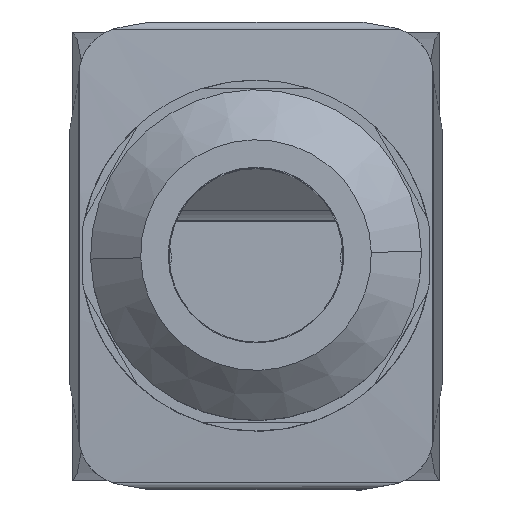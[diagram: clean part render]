
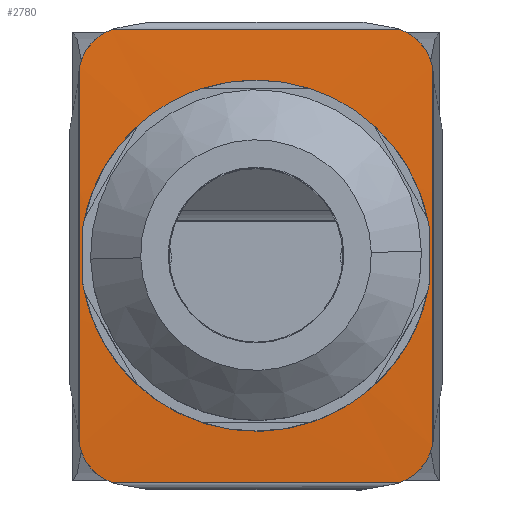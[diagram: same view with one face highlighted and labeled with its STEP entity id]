
A CAD part, top view. The second image highlights one B-rep face of the part: STEP entity #2780.
In plain terms, the highlighted cylindrical face has radius 200 mm (diameter 400 mm), a partial arc.
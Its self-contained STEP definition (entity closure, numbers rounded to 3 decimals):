
#713=AXIS2_PLACEMENT_3D('Circle Axis2P3D',#711,#712,$) ;
#2703=AXIS2_PLACEMENT_3D('Cylinder Axis2P3D',#2700,#2701,#2702) ;
#2716=AXIS2_PLACEMENT_3D('Circle Axis2P3D',#2714,#2715,$) ;
#706=CARTESIAN_POINT('Vertex',(21.7,25.363,55.743)) ;
#711=CARTESIAN_POINT('Axis2P3D Location',(21.7,14.,-143.934)) ;
#715=CARTESIAN_POINT('Vertex',(21.7,2.637,55.743)) ;
#1092=CARTESIAN_POINT('Control Point',(19.81,0.466,55.608)) ;
#1093=CARTESIAN_POINT('Control Point',(20.515,0.727,55.626)) ;
#1094=CARTESIAN_POINT('Control Point',(21.133,1.224,55.659)) ;
#1095=CARTESIAN_POINT('Control Point',(21.539,1.904,55.702)) ;
#1096=CARTESIAN_POINT('Control Point',(21.7,2.637,55.743)) ;
#1097=CARTESIAN_POINT('Vertex',(19.81,0.466,55.608)) ;
#1266=CARTESIAN_POINT('Vertex',(2.49,27.534,55.608)) ;
#1269=CARTESIAN_POINT('Line Origine',(16.725,27.534,55.608)) ;
#1273=CARTESIAN_POINT('Vertex',(19.81,27.534,55.608)) ;
#1415=CARTESIAN_POINT('Control Point',(19.81,27.534,55.608)) ;
#1416=CARTESIAN_POINT('Control Point',(20.515,27.273,55.626)) ;
#1417=CARTESIAN_POINT('Control Point',(21.133,26.776,55.659)) ;
#1418=CARTESIAN_POINT('Control Point',(21.539,26.096,55.702)) ;
#1419=CARTESIAN_POINT('Control Point',(21.7,25.363,55.743)) ;
#2653=CARTESIAN_POINT('Line Origine',(16.725,0.466,55.608)) ;
#2657=CARTESIAN_POINT('Vertex',(2.49,0.466,55.608)) ;
#2700=CARTESIAN_POINT('Axis2P3D Location',(16.725,14.,-143.934)) ;
#2706=CARTESIAN_POINT('Control Point',(2.49,27.534,55.608)) ;
#2707=CARTESIAN_POINT('Control Point',(1.785,27.273,55.626)) ;
#2708=CARTESIAN_POINT('Control Point',(1.167,26.776,55.659)) ;
#2709=CARTESIAN_POINT('Control Point',(0.761,26.096,55.702)) ;
#2710=CARTESIAN_POINT('Control Point',(0.6,25.363,55.743)) ;
#2711=CARTESIAN_POINT('Vertex',(0.6,25.363,55.743)) ;
#2714=CARTESIAN_POINT('Axis2P3D Location',(0.6,14.,-143.934)) ;
#2718=CARTESIAN_POINT('Vertex',(0.6,2.637,55.743)) ;
#2722=CARTESIAN_POINT('Control Point',(2.49,0.466,55.608)) ;
#2723=CARTESIAN_POINT('Control Point',(1.785,0.727,55.626)) ;
#2724=CARTESIAN_POINT('Control Point',(1.167,1.224,55.659)) ;
#2725=CARTESIAN_POINT('Control Point',(0.761,1.904,55.702)) ;
#2726=CARTESIAN_POINT('Control Point',(0.6,2.637,55.743)) ;
#2739=CARTESIAN_POINT('Control Point',(11.15,5.05,55.866)) ;
#2740=CARTESIAN_POINT('Control Point',(9.391,5.05,55.866)) ;
#2741=CARTESIAN_POINT('Control Point',(7.632,5.482,55.885)) ;
#2742=CARTESIAN_POINT('Control Point',(6.015,6.348,55.925)) ;
#2743=CARTESIAN_POINT('Control Point',(3.936,8.252,55.993)) ;
#2744=CARTESIAN_POINT('Control Point',(2.728,10.739,56.043)) ;
#2745=CARTESIAN_POINT('Control Point',(2.421,11.682,56.057)) ;
#2746=CARTESIAN_POINT('Control Point',(1.918,14.498,56.079)) ;
#2747=CARTESIAN_POINT('Control Point',(2.536,17.359,56.051)) ;
#2748=CARTESIAN_POINT('Control Point',(3.427,19.083,56.01)) ;
#2749=CARTESIAN_POINT('Control Point',(5.439,21.281,55.938)) ;
#2750=CARTESIAN_POINT('Control Point',(8.084,22.504,55.886)) ;
#2751=CARTESIAN_POINT('Control Point',(9.087,22.801,55.873)) ;
#2752=CARTESIAN_POINT('Control Point',(10.118,22.95,55.866)) ;
#2753=CARTESIAN_POINT('Control Point',(11.15,22.95,55.866)) ;
#2754=CARTESIAN_POINT('Vertex',(11.15,5.05,55.866)) ;
#2756=CARTESIAN_POINT('Vertex',(11.15,22.95,55.866)) ;
#2760=CARTESIAN_POINT('Control Point',(11.15,22.95,55.866)) ;
#2761=CARTESIAN_POINT('Control Point',(12.909,22.95,55.866)) ;
#2762=CARTESIAN_POINT('Control Point',(14.668,22.518,55.885)) ;
#2763=CARTESIAN_POINT('Control Point',(16.285,21.652,55.925)) ;
#2764=CARTESIAN_POINT('Control Point',(18.364,19.748,55.993)) ;
#2765=CARTESIAN_POINT('Control Point',(19.572,17.261,56.043)) ;
#2766=CARTESIAN_POINT('Control Point',(19.879,16.318,56.057)) ;
#2767=CARTESIAN_POINT('Control Point',(20.382,13.502,56.079)) ;
#2768=CARTESIAN_POINT('Control Point',(19.764,10.641,56.051)) ;
#2769=CARTESIAN_POINT('Control Point',(18.873,8.917,56.01)) ;
#2770=CARTESIAN_POINT('Control Point',(16.861,6.719,55.938)) ;
#2771=CARTESIAN_POINT('Control Point',(14.216,5.496,55.886)) ;
#2772=CARTESIAN_POINT('Control Point',(13.213,5.199,55.873)) ;
#2773=CARTESIAN_POINT('Control Point',(12.182,5.05,55.866)) ;
#2774=CARTESIAN_POINT('Control Point',(11.15,5.05,55.866)) ;
#712=DIRECTION('Axis2P3D Direction',(-1.,0.,0.)) ;
#1270=DIRECTION('Vector Direction',(1.,0.,0.)) ;
#2654=DIRECTION('Vector Direction',(1.,0.,0.)) ;
#2701=DIRECTION('Axis2P3D Direction',(1.,0.,0.)) ;
#2702=DIRECTION('Axis2P3D XDirection',(0.,0.068,0.998)) ;
#2715=DIRECTION('Axis2P3D Direction',(1.,0.,0.)) ;
#1271=VECTOR('Line Direction',#1270,1.) ;
#2655=VECTOR('Line Direction',#2654,1.) ;
#2729=ORIENTED_EDGE('',*,*,#717,.T.) ;
#2730=ORIENTED_EDGE('',*,*,#1420,.F.) ;
#2731=ORIENTED_EDGE('',*,*,#1275,.T.) ;
#2732=ORIENTED_EDGE('',*,*,#2713,.T.) ;
#2733=ORIENTED_EDGE('',*,*,#2720,.T.) ;
#2734=ORIENTED_EDGE('',*,*,#2727,.F.) ;
#2735=ORIENTED_EDGE('',*,*,#2659,.F.) ;
#2736=ORIENTED_EDGE('',*,*,#1099,.T.) ;
#2777=ORIENTED_EDGE('',*,*,#2758,.T.) ;
#2778=ORIENTED_EDGE('',*,*,#2775,.T.) ;
#2779=FACE_BOUND('',#2776,.T.) ;
#2780=ADVANCED_FACE('Hauptk\X2\00F6\X0\rper',(#2737,#2779),#2704,.T.) ;
#1091=B_SPLINE_CURVE_WITH_KNOTS('',4,(#1092,#1093,#1094,#1095,#1096),.UNSPECIFIED.,.F.,.U.,(5,5),(0.,4.25),.UNSPECIFIED.) ;
#1414=B_SPLINE_CURVE_WITH_KNOTS('',4,(#1415,#1416,#1417,#1418,#1419),.UNSPECIFIED.,.F.,.U.,(5,5),(0.,4.25),.UNSPECIFIED.) ;
#2705=B_SPLINE_CURVE_WITH_KNOTS('',4,(#2706,#2707,#2708,#2709,#2710),.UNSPECIFIED.,.F.,.U.,(5,5),(0.,4.25),.UNSPECIFIED.) ;
#2721=B_SPLINE_CURVE_WITH_KNOTS('',4,(#2722,#2723,#2724,#2725,#2726),.UNSPECIFIED.,.F.,.U.,(5,5),(0.,4.25),.UNSPECIFIED.) ;
#2738=B_SPLINE_CURVE_WITH_KNOTS('',5,(#2739,#2740,#2741,#2742,#2743,#2744,#2745,#2746,#2747,#2748,#2749,#2750,#2751,#2752,#2753),.UNSPECIFIED.,.F.,.U.,(6,3,3,3,6),(0.,12.439,19.368,32.474,39.768),.UNSPECIFIED.) ;
#2759=B_SPLINE_CURVE_WITH_KNOTS('',5,(#2760,#2761,#2762,#2763,#2764,#2765,#2766,#2767,#2768,#2769,#2770,#2771,#2772,#2773,#2774),.UNSPECIFIED.,.F.,.U.,(6,3,3,3,6),(0.,12.439,19.368,32.474,39.768),.UNSPECIFIED.) ;
#714=CIRCLE('generated circle',#713,200.) ;
#2717=CIRCLE('generated circle',#2716,200.) ;
#2704=CYLINDRICAL_SURFACE('generated cylinder',#2703,200.) ;
#717=EDGE_CURVE('',#716,#707,#714,.T.) ;
#1099=EDGE_CURVE('',#1098,#716,#1091,.T.) ;
#1275=EDGE_CURVE('',#1274,#1267,#1272,.F.) ;
#1420=EDGE_CURVE('',#1274,#707,#1414,.T.) ;
#2659=EDGE_CURVE('',#1098,#2658,#2656,.F.) ;
#2713=EDGE_CURVE('',#1267,#2712,#2705,.T.) ;
#2720=EDGE_CURVE('',#2712,#2719,#2717,.T.) ;
#2727=EDGE_CURVE('',#2658,#2719,#2721,.T.) ;
#2758=EDGE_CURVE('',#2755,#2757,#2738,.T.) ;
#2775=EDGE_CURVE('',#2757,#2755,#2759,.T.) ;
#2728=EDGE_LOOP('',(#2729,#2730,#2731,#2732,#2733,#2734,#2735,#2736)) ;
#2776=EDGE_LOOP('',(#2777,#2778)) ;
#2737=FACE_OUTER_BOUND('',#2728,.T.) ;
#1272=LINE('Line',#1269,#1271) ;
#2656=LINE('Line',#2653,#2655) ;
#707=VERTEX_POINT('',#706) ;
#716=VERTEX_POINT('',#715) ;
#1098=VERTEX_POINT('',#1097) ;
#1267=VERTEX_POINT('',#1266) ;
#1274=VERTEX_POINT('',#1273) ;
#2658=VERTEX_POINT('',#2657) ;
#2712=VERTEX_POINT('',#2711) ;
#2719=VERTEX_POINT('',#2718) ;
#2755=VERTEX_POINT('',#2754) ;
#2757=VERTEX_POINT('',#2756) ;
